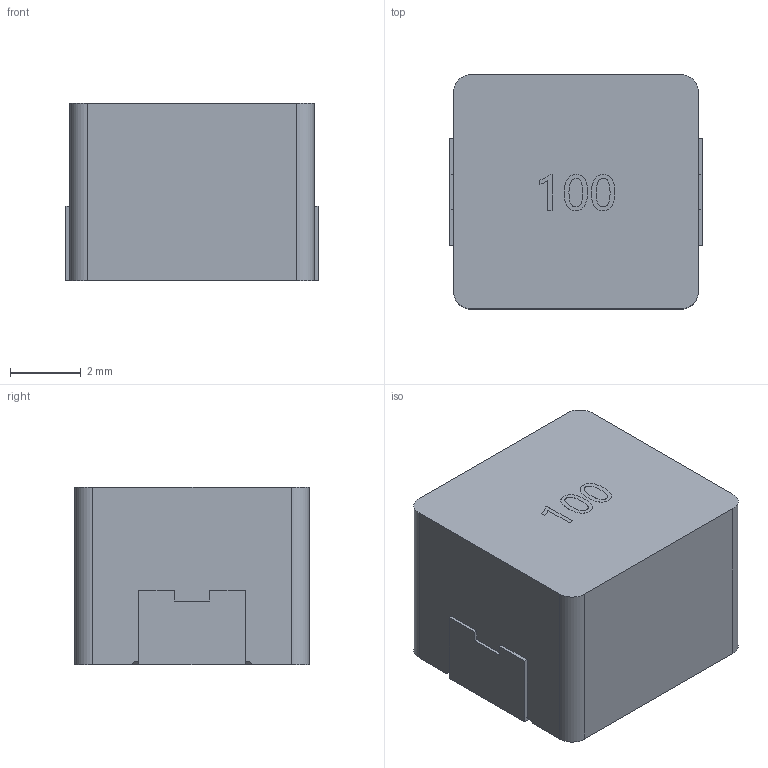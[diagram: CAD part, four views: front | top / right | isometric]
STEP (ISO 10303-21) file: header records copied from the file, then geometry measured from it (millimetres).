
FILE_DESCRIPTION (( 'STEP AP214' ), '1' );
FILE_NAME ('IND-SMD_L7.1-W6.6-H5.0_SLO0650H.step', '2022-07-09T00:49:18', ( '' ), ( '' ), 'SwSTEP 2.0', 'SolidWorks 2020', '' );
FILE_SCHEMA (( 'AUTOMOTIVE_DESIGN' ));
Length unit declared in the file: millimetre
Products named in the file (1): IND-SMD_L7.1-W6.6-H5.0_SLO0650H
Bounding box: 7.1 x 6.6 x 5.01 mm (x, y, z)
Volume: 227.6 mm3; surface area: 267.5 mm2
Topology: 3 solids, 3 shells, 353 faces, 948 edges, 632 vertices
Faces by surface type: plane 219, bspline 130, cylinder 4
Entity records: 17181 total; most frequent: CARTESIAN_POINT 5288, ORIENTED_EDGE 1896, DIRECTION 1140, EDGE_CURVE 948, VECTOR 676, LINE 676, VERTEX_POINT 632, EDGE_LOOP 384
